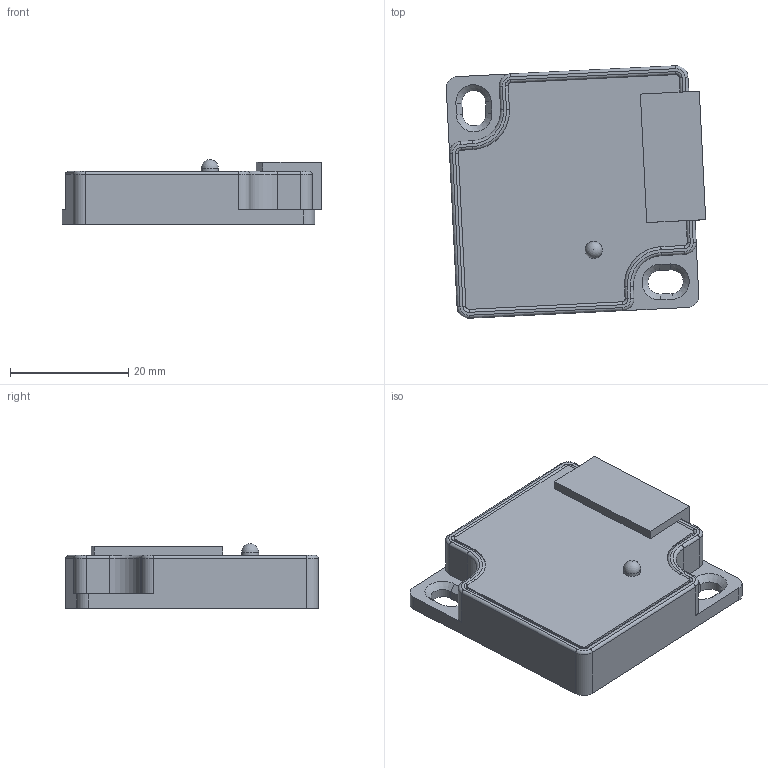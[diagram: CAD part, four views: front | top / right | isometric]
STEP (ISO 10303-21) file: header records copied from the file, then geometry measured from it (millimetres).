
FILE_DESCRIPTION(/* description */ ('Unknown'),/* implementation_level */ '2;1');
FILE_NAME(/* name */ 'CTS-41',/* time_stamp */ '2025-12-03T13:35:39+01:00',/* author */ ('Unknown'),/* organization */ ('Unknown'),/* preprocessor_version */ 'ST-DEVELOPER v18.1',/* originating_system */ 'Solid Edge',/* authorisation */ 'Unknown');
FILE_SCHEMA (('AUTOMOTIVE_DESIGN {1 0 10303 214 3 1 1}'));
Length unit declared in the file: millimetre
Products named in the file (1): CTS-41
Bounding box: 43.94 x 42.77 x 11 mm (x, y, z)
Volume: 14282.5 mm3; surface area: 5341.1 mm2
Topology: 1 solids, 4 shells, 132 faces, 333 edges, 209 vertices
Faces by surface type: plane 56, cylinder 55, torus 16, cone 4, sphere 1
Full cylindrical faces by diameter (mm): 2.9 x1
Entity records: 4875 total; most frequent: DIRECTION 724, CARTESIAN_POINT 667, ORIENTED_EDGE 656, EDGE_CURVE 328, AXIS2_PLACEMENT_3D 263, VERTEX_POINT 206, LINE 198, VECTOR 198
